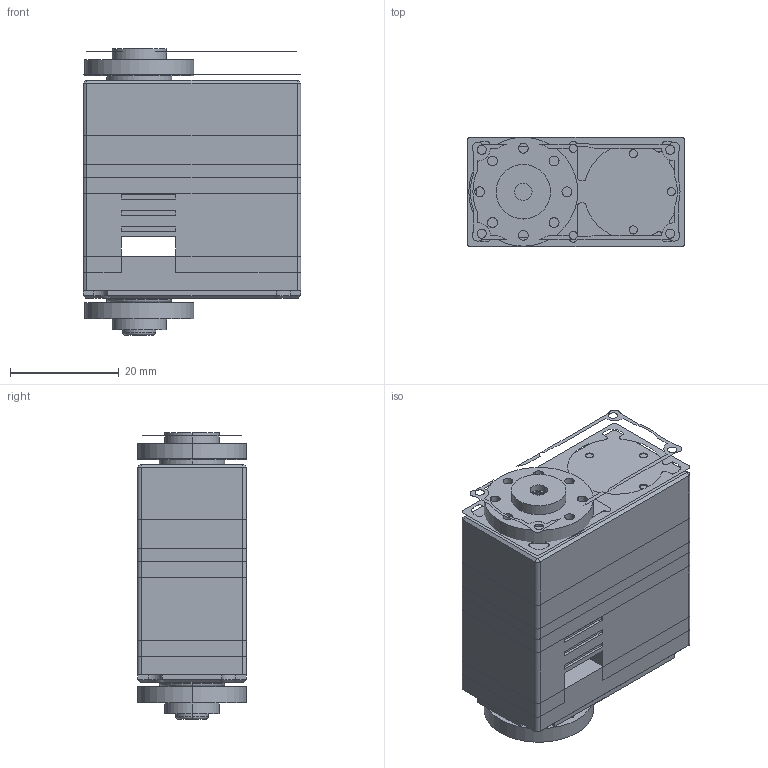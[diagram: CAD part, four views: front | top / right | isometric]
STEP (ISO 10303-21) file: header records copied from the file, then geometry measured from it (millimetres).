
FILE_DESCRIPTION((''),'2;1');
FILE_NAME('ASM0001_ASM','2020-12-10T',('Administrator'),(''),'PRO/ENGINEER BY PARAMETRIC TECHNOLOGY CORPORATION, 2007170','PRO/ENGINEER BY PARAMETRIC TECHNOLOGY CORPORATION, 2007170','');
FILE_SCHEMA(('CONFIG_CONTROL_DESIGN'));
Length unit declared in the file: millimetre
Products named in the file (7): 1; 2; 3; 4; 6; 5; ASM0001_ASM
Assembly tree (6 placements, depth 2):
  ASM0001_ASM
    1
    2
    3
    4
    6
    5
Bounding box: 40 x 20 x 52.6 mm (x, y, z)
Volume: 39797.7 mm3; surface area: 17170.2 mm2
Topology: 6 solids, 31 shells, 393 faces, 2068 edges, 1738 vertices
Faces by surface type: plane 226, cylinder 145, cone 17, torus 5
Entity records: 21885 total; most frequent: CARTESIAN_POINT 4871, DIRECTION 3829, ORIENTED_EDGE 2996, EDGE_CURVE 2068, VERTEX_POINT 1738, AXIS2_PLACEMENT_3D 1458, CIRCLE 1040, VECTOR 913
